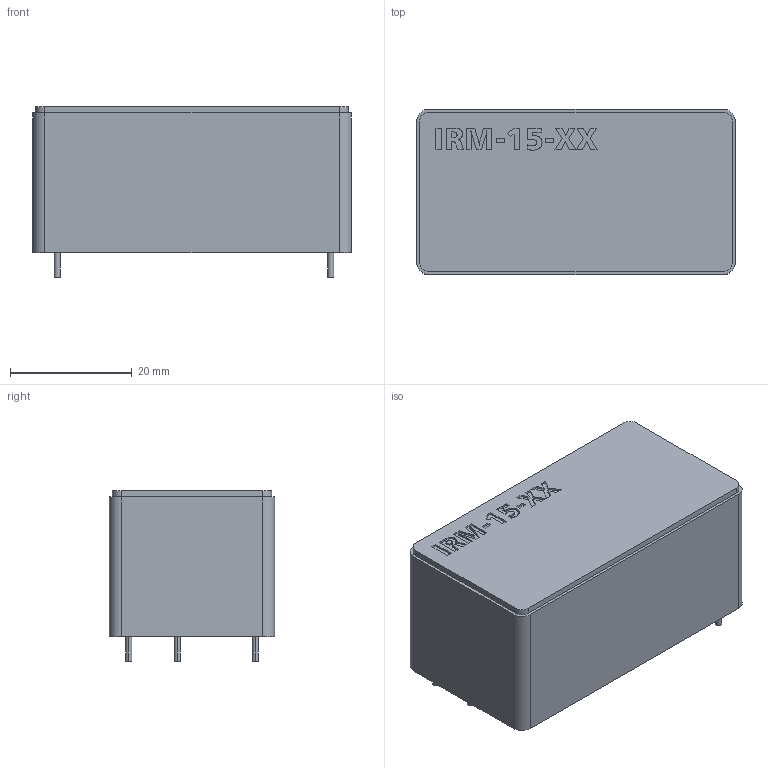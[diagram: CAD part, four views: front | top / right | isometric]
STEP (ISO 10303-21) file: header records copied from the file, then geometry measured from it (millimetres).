
FILE_DESCRIPTION (( 'STEP AP214' ), '1' );
FILE_NAME ('FDFB9633-E80F-4E9A-885D-DBAF41AEC7AC.STEP', '2022-11-07T11:43:45', ( '' ), ( '' ), 'SwSTEP 2.0', 'SolidWorks 2022', '' );
FILE_SCHEMA (( 'AUTOMOTIVE_DESIGN' ));
Length unit declared in the file: millimetre
Products named in the file (1): FDFB9633-E80F-4E9A-885D-DBAF41AEC7AC
Bounding box: 52.4 x 27.2 x 28 mm (x, y, z)
Volume: 34046.3 mm3; surface area: 6668.4 mm2
Topology: 1 solids, 1 shells, 218 faces, 603 edges, 402 vertices
Faces by surface type: cylinder 116, plane 102
Entity records: 7425 total; most frequent: DIRECTION 1273, CARTESIAN_POINT 1224, ORIENTED_EDGE 1206, EDGE_CURVE 603, AXIS2_PLACEMENT_3D 451, VERTEX_POINT 402, VECTOR 371, LINE 371
